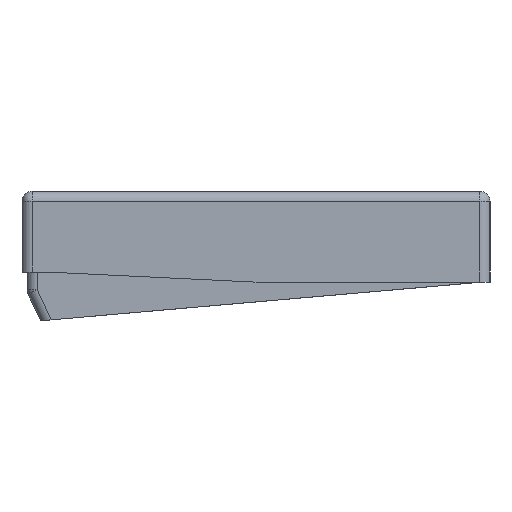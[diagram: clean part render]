
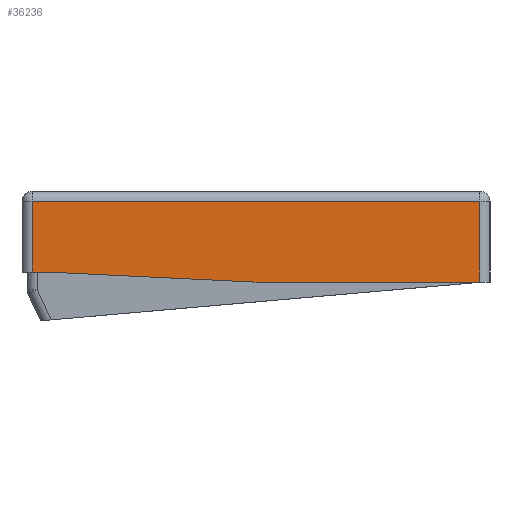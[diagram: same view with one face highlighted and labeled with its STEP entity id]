
A CAD part, left-side view. The second image highlights one B-rep face of the part: STEP entity #36236.
In plain terms, the highlighted planar face has unit normal (-1, 0, 0).
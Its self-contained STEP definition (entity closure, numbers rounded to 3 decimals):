
#5096=FACE_OUTER_BOUND('',#7636,.T.);
#7636=EDGE_LOOP('',(#33235,#33236,#33237,#33238,#33239,#33240));
#11069=LINE('',#62439,#14537);
#11074=LINE('',#62459,#14542);
#11075=LINE('',#62463,#14543);
#11076=LINE('',#62465,#14544);
#11077=LINE('',#62467,#14545);
#11078=LINE('',#62468,#14546);
#14537=VECTOR('',#49405,10.);
#14542=VECTOR('',#49432,10.);
#14543=VECTOR('',#49437,10.);
#14544=VECTOR('',#49438,10.);
#14545=VECTOR('',#49439,10.);
#14546=VECTOR('',#49440,10.);
#17926=VERTEX_POINT('',#62436);
#17927=VERTEX_POINT('',#62438);
#17931=VERTEX_POINT('',#62458);
#17932=VERTEX_POINT('',#62462);
#17933=VERTEX_POINT('',#62464);
#17934=VERTEX_POINT('',#62466);
#23039=EDGE_CURVE('',#17926,#17927,#11069,.T.);
#23049=EDGE_CURVE('',#17927,#17931,#11074,.T.);
#23051=EDGE_CURVE('',#17932,#17926,#11075,.T.);
#23052=EDGE_CURVE('',#17932,#17933,#11076,.T.);
#23053=EDGE_CURVE('',#17933,#17934,#11077,.T.);
#23054=EDGE_CURVE('',#17934,#17931,#11078,.T.);
#33235=ORIENTED_EDGE('',*,*,#23039,.F.);
#33236=ORIENTED_EDGE('',*,*,#23051,.F.);
#33237=ORIENTED_EDGE('',*,*,#23052,.T.);
#33238=ORIENTED_EDGE('',*,*,#23053,.T.);
#33239=ORIENTED_EDGE('',*,*,#23054,.T.);
#33240=ORIENTED_EDGE('',*,*,#23049,.F.);
#34439=PLANE('',#39530);
#36236=ADVANCED_FACE('',(#5096),#34439,.T.);
#39530=AXIS2_PLACEMENT_3D('',#62461,#49435,#49436);
#49405=DIRECTION('',(0.,-1.,0.));
#49432=DIRECTION('',(0.,0.,-1.));
#49435=DIRECTION('center_axis',(-1.,0.,0.));
#49436=DIRECTION('ref_axis',(0.,-1.,0.));
#49437=DIRECTION('',(0.,0.,1.));
#49438=DIRECTION('',(0.,-1.,0.));
#49439=DIRECTION('',(0.,-0.999,-0.048));
#49440=DIRECTION('',(0.,-1.,0.));
#62436=CARTESIAN_POINT('',(-16.95,17.54,16.1));
#62438=CARTESIAN_POINT('',(-16.95,-71.66,16.1));
#62439=CARTESIAN_POINT('',(-16.95,-3.76,16.1));
#62458=CARTESIAN_POINT('',(-16.95,-71.66,0.));
#62459=CARTESIAN_POINT('',(-16.95,-71.66,10.6));
#62461=CARTESIAN_POINT('Origin',(-16.95,19.54,10.6));
#62462=CARTESIAN_POINT('',(-16.95,17.54,2.));
#62463=CARTESIAN_POINT('',(-16.95,17.54,10.6));
#62464=CARTESIAN_POINT('',(-16.95,14.54,2.));
#62465=CARTESIAN_POINT('',(-16.95,19.54,2.));
#62466=CARTESIAN_POINT('',(-16.95,-27.06,0.));
#62467=CARTESIAN_POINT('',(-16.95,17.24,2.13));
#62468=CARTESIAN_POINT('',(-16.95,19.54,0.));
